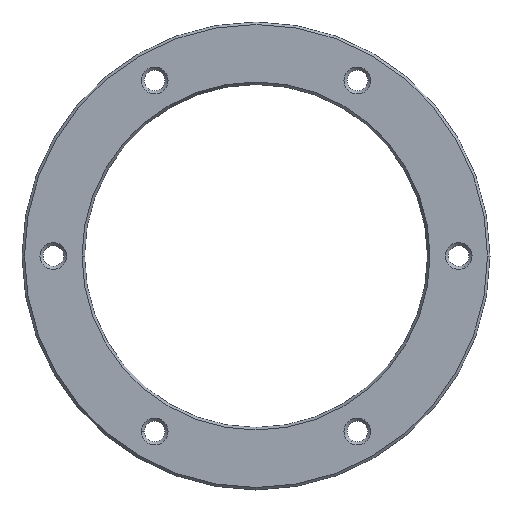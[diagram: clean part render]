
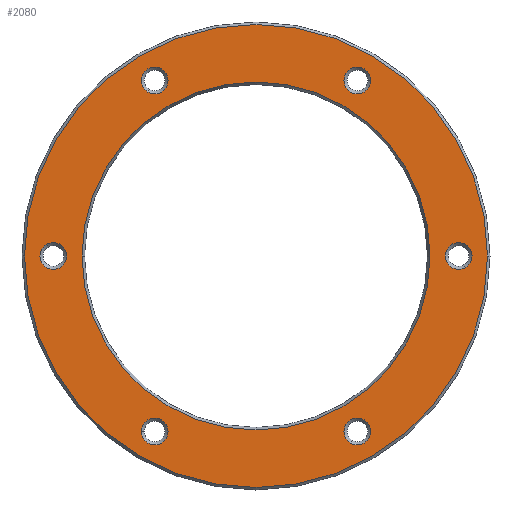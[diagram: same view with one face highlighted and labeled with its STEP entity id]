
A CAD part, front view. The second image highlights one B-rep face of the part: STEP entity #2080.
In plain terms, the highlighted planar face has unit normal (0, -1, 0).
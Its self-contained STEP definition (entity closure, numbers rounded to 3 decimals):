
#436=CARTESIAN_POINT('',(16.25,0.,28.146));
#437=DIRECTION('',(0.,1.,0.));
#438=DIRECTION('',(1.,0.,0.));
#439=AXIS2_PLACEMENT_3D('',#436,#437,#438);
#444=CARTESIAN_POINT('',(16.25,0.,28.146));
#445=DIRECTION('',(0.,1.,0.));
#446=DIRECTION('',(-1.,0.,0.));
#447=AXIS2_PLACEMENT_3D('',#444,#445,#446);
#452=CARTESIAN_POINT('',(32.5,0.,0.));
#453=DIRECTION('',(0.,1.,0.));
#454=DIRECTION('',(0.5,0.,-0.866));
#455=AXIS2_PLACEMENT_3D('',#452,#453,#454);
#460=CARTESIAN_POINT('',(32.5,0.,0.));
#461=DIRECTION('',(0.,1.,0.));
#462=DIRECTION('',(-0.5,0.,0.866));
#463=AXIS2_PLACEMENT_3D('',#460,#461,#462);
#468=CARTESIAN_POINT('',(16.25,0.,-28.146));
#469=DIRECTION('',(0.,1.,0.));
#470=DIRECTION('',(-0.5,0.,-0.866));
#471=AXIS2_PLACEMENT_3D('',#468,#469,#470);
#476=CARTESIAN_POINT('',(16.25,0.,-28.146));
#477=DIRECTION('',(0.,1.,0.));
#478=DIRECTION('',(0.5,0.,0.866));
#479=AXIS2_PLACEMENT_3D('',#476,#477,#478);
#484=CARTESIAN_POINT('',(-16.25,0.,-28.146));
#485=DIRECTION('',(0.,1.,0.));
#486=DIRECTION('',(-1.,0.,0.));
#487=AXIS2_PLACEMENT_3D('',#484,#485,#486);
#492=CARTESIAN_POINT('',(-16.25,0.,-28.146));
#493=DIRECTION('',(0.,1.,0.));
#494=DIRECTION('',(1.,0.,0.));
#495=AXIS2_PLACEMENT_3D('',#492,#493,#494);
#500=CARTESIAN_POINT('',(-32.5,0.,0.));
#501=DIRECTION('',(0.,1.,0.));
#502=DIRECTION('',(-0.5,0.,0.866));
#503=AXIS2_PLACEMENT_3D('',#500,#501,#502);
#508=CARTESIAN_POINT('',(-32.5,0.,0.));
#509=DIRECTION('',(0.,1.,0.));
#510=DIRECTION('',(0.5,0.,-0.866));
#511=AXIS2_PLACEMENT_3D('',#508,#509,#510);
#516=CARTESIAN_POINT('',(-16.25,0.,28.146));
#517=DIRECTION('',(0.,1.,0.));
#518=DIRECTION('',(0.5,0.,0.866));
#519=AXIS2_PLACEMENT_3D('',#516,#517,#518);
#524=CARTESIAN_POINT('',(-16.25,0.,28.146));
#525=DIRECTION('',(0.,1.,0.));
#526=DIRECTION('',(-0.5,0.,-0.866));
#527=AXIS2_PLACEMENT_3D('',#524,#525,#526);
#532=CARTESIAN_POINT('',(0.,0.,0.));
#533=DIRECTION('',(0.,-1.,0.));
#534=DIRECTION('',(1.,0.,0.));
#535=AXIS2_PLACEMENT_3D('',#532,#533,#534);
#540=CARTESIAN_POINT('',(0.,0.,
0.));
#541=DIRECTION('',(0.,-1.,0.));
#542=DIRECTION('',(-1.,0.,0.));
#543=AXIS2_PLACEMENT_3D('',#540,#541,#542);
#548=CARTESIAN_POINT('',(0.,0.,
0.));
#549=DIRECTION('',(0.,-1.,0.));
#550=DIRECTION('',(-1.,0.,0.));
#551=AXIS2_PLACEMENT_3D('',#548,#549,#550);
#556=CARTESIAN_POINT('',(0.,0.,0.));
#557=DIRECTION('',(0.,-1.,0.));
#558=DIRECTION('',(1.,0.,0.));
#559=AXIS2_PLACEMENT_3D('',#556,#557,#558);
#1530=CARTESIAN_POINT('',(18.4,0.,28.146));
#1531=CARTESIAN_POINT('',(14.1,0.,28.146));
#1532=VERTEX_POINT('',#1530);
#1533=VERTEX_POINT('',#1531);
#1602=CARTESIAN_POINT('',(33.575,0.,-1.862));
#1603=CARTESIAN_POINT('',(31.425,0.,1.862));
#1604=VERTEX_POINT('',#1602);
#1605=VERTEX_POINT('',#1603);
#1622=CARTESIAN_POINT('',(15.175,0.,-30.008));
#1623=CARTESIAN_POINT('',(17.325,0.,-26.284));
#1624=VERTEX_POINT('',#1622);
#1625=VERTEX_POINT('',#1623);
#1642=CARTESIAN_POINT('',(-18.4,0.,-28.146));
#1643=CARTESIAN_POINT('',(-14.1,0.,-28.146));
#1644=VERTEX_POINT('',#1642);
#1645=VERTEX_POINT('',#1643);
#1662=CARTESIAN_POINT('',(-33.575,0.,1.862));
#1663=CARTESIAN_POINT('',(-31.425,0.,-1.862));
#1664=VERTEX_POINT('',#1662);
#1665=VERTEX_POINT('',#1663);
#1682=CARTESIAN_POINT('',(-15.175,0.,30.008));
#1683=CARTESIAN_POINT('',(-17.325,0.,26.284));
#1684=VERTEX_POINT('',#1682);
#1685=VERTEX_POINT('',#1683);
#1714=CARTESIAN_POINT('',(37.13,0.,0.));
#1715=CARTESIAN_POINT('',(-37.13,0.,0.));
#1716=VERTEX_POINT('',#1714);
#1717=VERTEX_POINT('',#1715);
#1726=CARTESIAN_POINT('',(-27.904,0.,0.));
#1727=CARTESIAN_POINT('',(27.904,0.,0.));
#1728=VERTEX_POINT('',#1726);
#1729=VERTEX_POINT('',#1727);
#2030=CARTESIAN_POINT('',(0.,0.,0.));
#2031=DIRECTION('',(0.,-1.,0.));
#2032=DIRECTION('',(-1.,0.,0.));
#2033=AXIS2_PLACEMENT_3D('',#2030,#2031,#2032);
#2034=PLANE('',#2033);
#2036=ORIENTED_EDGE('',*,*,#2035,.F.);
#2038=ORIENTED_EDGE('',*,*,#2037,.F.);
#2039=EDGE_LOOP('',(#2036,#2038));
#2040=FACE_OUTER_BOUND('',#2039,.F.);
#2042=ORIENTED_EDGE('',*,*,#2041,.F.);
#2044=ORIENTED_EDGE('',*,*,#2043,.F.);
#2045=EDGE_LOOP('',(#2042,#2044));
#2046=FACE_BOUND('',#2045,.F.);
#2048=ORIENTED_EDGE('',*,*,#2047,.F.);
#2050=ORIENTED_EDGE('',*,*,#2049,.F.);
#2051=EDGE_LOOP('',(#2048,#2050));
#2052=FACE_BOUND('',#2051,.F.);
#2054=ORIENTED_EDGE('',*,*,#2053,.F.);
#2056=ORIENTED_EDGE('',*,*,#2055,.F.);
#2057=EDGE_LOOP('',(#2054,#2056));
#2058=FACE_BOUND('',#2057,.F.);
#2060=ORIENTED_EDGE('',*,*,#2059,.F.);
#2062=ORIENTED_EDGE('',*,*,#2061,.F.);
#2063=EDGE_LOOP('',(#2060,#2062));
#2064=FACE_BOUND('',#2063,.F.);
#2066=ORIENTED_EDGE('',*,*,#2065,.F.);
#2068=ORIENTED_EDGE('',*,*,#2067,.F.);
#2069=EDGE_LOOP('',(#2066,#2068));
#2070=FACE_BOUND('',#2069,.F.);
#2072=ORIENTED_EDGE('',*,*,#2071,.F.);
#2073=ORIENTED_EDGE('',*,*,#2020,.F.);
#2074=EDGE_LOOP('',(#2072,#2073));
#2075=FACE_BOUND('',#2074,.F.);
#2076=ORIENTED_EDGE('',*,*,#1771,.T.);
#2077=ORIENTED_EDGE('',*,*,#1786,.T.);
#2078=EDGE_LOOP('',(#2076,#2077));
#2079=FACE_BOUND('',#2078,.F.);
#440=CIRCLE('',#439,2.15);
#448=CIRCLE('',#447,2.15);
#456=CIRCLE('',#455,2.15);
#464=CIRCLE('',#463,2.15);
#472=CIRCLE('',#471,2.15);
#480=CIRCLE('',#479,2.15);
#488=CIRCLE('',#487,2.15);
#496=CIRCLE('',#495,2.15);
#504=CIRCLE('',#503,2.15);
#512=CIRCLE('',#511,2.15);
#520=CIRCLE('',#519,2.15);
#528=CIRCLE('',#527,2.15);
#536=CIRCLE('',#535,37.13);
#544=CIRCLE('',#543,37.13);
#552=CIRCLE('',#551,27.904);
#560=CIRCLE('',#559,27.904);
#1771=EDGE_CURVE('',#1728,#1729,#552,.T.);
#1786=EDGE_CURVE('',#1729,#1728,#560,.T.);
#2020=EDGE_CURVE('',#1533,#1532,#448,.T.);
#2035=EDGE_CURVE('',#1716,#1717,#536,.T.);
#2037=EDGE_CURVE('',#1717,#1716,#544,.T.);
#2041=EDGE_CURVE('',#1604,#1605,#456,.T.);
#2043=EDGE_CURVE('',#1605,#1604,#464,.T.);
#2047=EDGE_CURVE('',#1624,#1625,#472,.T.);
#2049=EDGE_CURVE('',#1625,#1624,#480,.T.);
#2053=EDGE_CURVE('',#1644,#1645,#488,.T.);
#2055=EDGE_CURVE('',#1645,#1644,#496,.T.);
#2059=EDGE_CURVE('',#1664,#1665,#504,.T.);
#2061=EDGE_CURVE('',#1665,#1664,#512,.T.);
#2065=EDGE_CURVE('',#1684,#1685,#520,.T.);
#2067=EDGE_CURVE('',#1685,#1684,#528,.T.);
#2071=EDGE_CURVE('',#1532,#1533,#440,.T.);
#2080=ADVANCED_FACE('',(#2040,#2046,#2052,#2058,#2064,#2070,#2075,#2079),#2034,
.T.);
